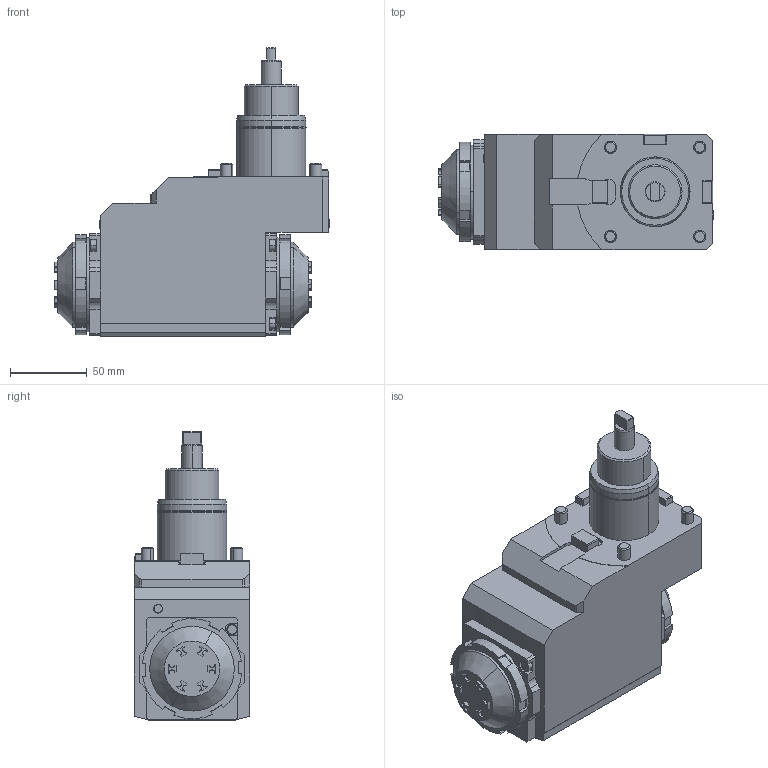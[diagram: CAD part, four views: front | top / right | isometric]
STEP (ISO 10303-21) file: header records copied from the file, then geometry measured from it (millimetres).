
FILE_DESCRIPTION(('HOOPS Exchange Step'),'2;1');
FILE_NAME('Modelcomposition.stp','2024-06-10T07:37:06+00:00',('toolarena-modelservice-ewspro'),('Unknown organisation'),'HOOPS Exchange 2021.2','HOOPS Exchange','Unknown authorisation');
FILE_SCHEMA( ('AP242_MANAGED_MODEL_BASED_3D_ENGINEERING_MIM_LF {1 0 10303 442 1 1 4 }') );
Length unit declared in the file: millimetre
Products named in the file (1): EWS_209321_DIN4003
Bounding box: 178.2 x 75 x 187.5 mm (x, y, z)
Volume: 1133894.6 mm3; surface area: 83176.1 mm2
Topology: 1 solids, 1 shells, 464 faces, 1273 edges, 839 vertices
Faces by surface type: plane 265, cylinder 145, cone 36, torus 14, sphere 4
Entity records: 14751 total; most frequent: CARTESIAN_POINT 2706, DIRECTION 2540, ORIENTED_EDGE 2536, EDGE_CURVE 1268, AXIS2_PLACEMENT_3D 862, VERTEX_POINT 830, VECTOR 816, LINE 816
